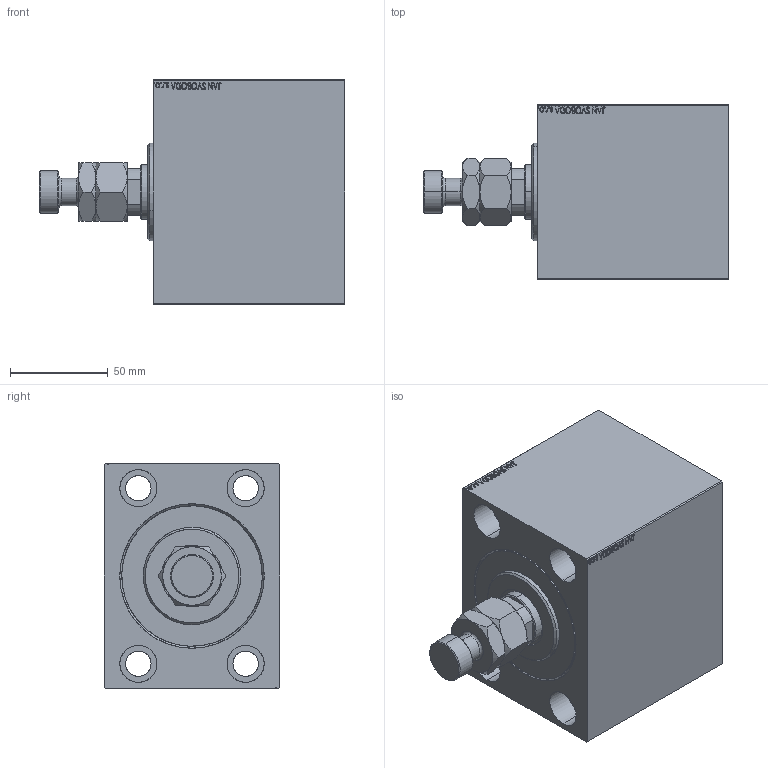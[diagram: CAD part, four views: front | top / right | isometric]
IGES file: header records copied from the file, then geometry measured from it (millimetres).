
Start section: SolidWorks IGES file using analytic representation for surfaces
Global section: file name: fa17.IGS; native system: SolidWorks 2019; preprocessor: SolidWorks 2019; author: Model3D; date: 220417.080446; units: millimetre
Bounding box: 156.5 x 90 x 115 mm (x, y, z)
Surface area: 122017.1 mm2 (no closed solid volume)
Topology: 0 solids, 0 shells, 913 faces, 13030 edges, 13028 vertices
Faces by surface type: bspline 809, revolution 104
